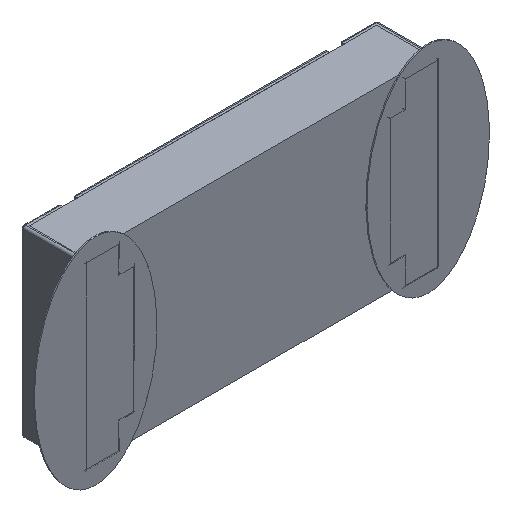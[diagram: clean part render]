
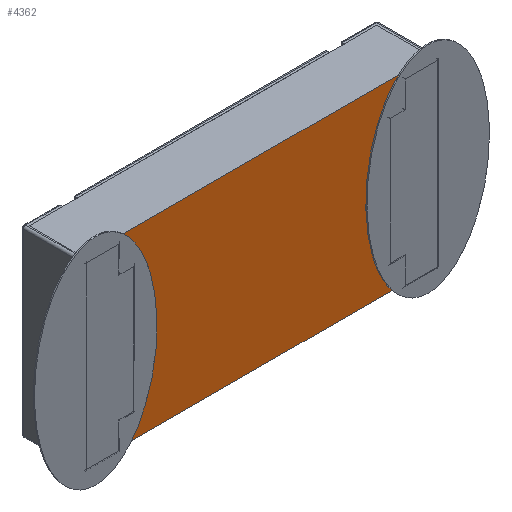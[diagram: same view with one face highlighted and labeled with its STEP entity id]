
A CAD part, isometric view. The second image highlights one B-rep face of the part: STEP entity #4362.
In plain terms, the highlighted planar face has unit normal (0, -1, 0).
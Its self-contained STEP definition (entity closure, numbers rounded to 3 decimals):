
#61 = VECTOR ( 'NONE', #4135, 1000. ) ;
#66 = ORIENTED_EDGE ( 'NONE', *, *, #3482, .F. ) ;
#146 = LINE ( 'NONE', #3843, #1343 ) ;
#158 = VERTEX_POINT ( 'NONE', #5010 ) ;
#230 = LINE ( 'NONE', #3345, #2494 ) ;
#312 = VECTOR ( 'NONE', #4709, 1000. ) ;
#367 = VECTOR ( 'NONE', #3834, 1000. ) ;
#371 = CARTESIAN_POINT ( 'NONE',  ( -1.099, 0.04, -0.567 ) ) ;
#415 = CARTESIAN_POINT ( 'NONE',  ( -1.099, 0.04, 0.567 ) ) ;
#429 = LINE ( 'NONE', #2683, #3904 ) ;
#443 = LINE ( 'NONE', #2491, #3921 ) ;
#447 = CARTESIAN_POINT ( 'NONE',  ( -1.229, 0.04, -0.8 ) ) ;
#459 = ORIENTED_EDGE ( 'NONE', *, *, #578, .F. ) ;
#472 = CARTESIAN_POINT ( 'NONE',  ( -1.099, 0.04, -0.567 ) ) ;
#578 = EDGE_CURVE ( 'NONE', #3736, #4312, #1782, .T. ) ;
#580 = VERTEX_POINT ( 'NONE', #4957 ) ;
#608 = VERTEX_POINT ( 'NONE', #5478 ) ;
#648 = CARTESIAN_POINT ( 'NONE',  ( 1.099, 0.04, -0.567 ) ) ;
#654 = DIRECTION ( 'NONE',  ( 0., 0., -1. ) ) ;
#685 = VERTEX_POINT ( 'NONE', #3537 ) ;
#811 = EDGE_CURVE ( 'NONE', #1174, #4064, #1159, .T. ) ;
#1077 = AXIS2_PLACEMENT_3D ( 'NONE', #4062, #1322, #4555 ) ;
#1159 = LINE ( 'NONE', #447, #2363 ) ;
#1174 = VERTEX_POINT ( 'NONE', #3279 ) ;
#1175 = CARTESIAN_POINT ( 'NONE',  ( 1.229, 0.04, -0.8 ) ) ;
#1250 = LINE ( 'NONE', #3235, #61 ) ;
#1284 = CARTESIAN_POINT ( 'NONE',  ( -1.229, 0.04, 0.567 ) ) ;
#1311 = CARTESIAN_POINT ( 'NONE',  ( 1.099, 0.04, -0.567 ) ) ;
#1322 = DIRECTION ( 'NONE',  ( 0., -1., 0. ) ) ;
#1343 = VECTOR ( 'NONE', #654, 1000. ) ;
#1354 = VERTEX_POINT ( 'NONE', #1175 ) ;
#1386 = VECTOR ( 'NONE', #2651, 1000. ) ;
#1428 = EDGE_CURVE ( 'NONE', #685, #5717, #443, .T. ) ;
#1534 = ORIENTED_EDGE ( 'NONE', *, *, #4267, .T. ) ;
#1694 = DIRECTION ( 'NONE',  ( 0., 0., 1. ) ) ;
#1762 = ORIENTED_EDGE ( 'NONE', *, *, #4978, .T. ) ;
#1767 = ORIENTED_EDGE ( 'NONE', *, *, #3207, .T. ) ;
#1782 = LINE ( 'NONE', #371, #4124 ) ;
#1938 = ORIENTED_EDGE ( 'NONE', *, *, #1428, .F. ) ;
#2072 = EDGE_CURVE ( 'NONE', #1174, #1354, #429, .T. ) ;
#2279 = EDGE_CURVE ( 'NONE', #4064, #3736, #1250, .T. ) ;
#2307 = LINE ( 'NONE', #4350, #4489 ) ;
#2363 = VECTOR ( 'NONE', #2718, 1000. ) ;
#2364 = ORIENTED_EDGE ( 'NONE', *, *, #5390, .T. ) ;
#2491 = CARTESIAN_POINT ( 'NONE',  ( 1.229, 0.04, 0.567 ) ) ;
#2494 = VECTOR ( 'NONE', #3801, 1000. ) ;
#2651 = DIRECTION ( 'NONE',  ( 0., 0., -1. ) ) ;
#2683 = CARTESIAN_POINT ( 'NONE',  ( -1.229, 0.04, -0.8 ) ) ;
#2718 = DIRECTION ( 'NONE',  ( 0., 0., 1. ) ) ;
#2744 = VERTEX_POINT ( 'NONE', #1311 ) ;
#2942 = ORIENTED_EDGE ( 'NONE', *, *, #4524, .T. ) ;
#3001 = EDGE_LOOP ( 'NONE', ( #1762, #1534, #459, #5400, #5539, #4081, #1767, #2942, #2364, #1938, #4667, #66 ) ) ;
#3003 = LINE ( 'NONE', #1284, #5448 ) ;
#3207 = EDGE_CURVE ( 'NONE', #1354, #580, #3787, .T. ) ;
#3235 = CARTESIAN_POINT ( 'NONE',  ( -1.229, 0.04, -0.567 ) ) ;
#3279 = CARTESIAN_POINT ( 'NONE',  ( -1.229, 0.04, -0.8 ) ) ;
#3301 = CARTESIAN_POINT ( 'NONE',  ( 1.099, 0.04, 0.567 ) ) ;
#3345 = CARTESIAN_POINT ( 'NONE',  ( 1.229, 0.04, -0.567 ) ) ;
#3482 = EDGE_CURVE ( 'NONE', #608, #158, #2307, .T. ) ;
#3537 = CARTESIAN_POINT ( 'NONE',  ( 1.229, 0.04, 0.567 ) ) ;
#3578 = EDGE_CURVE ( 'NONE', #158, #685, #4913, .T. ) ;
#3736 = VERTEX_POINT ( 'NONE', #472 ) ;
#3787 = LINE ( 'NONE', #4245, #312 ) ;
#3801 = DIRECTION ( 'NONE',  ( -1., 0., 0. ) ) ;
#3834 = DIRECTION ( 'NONE',  ( 0., 0., 1. ) ) ;
#3843 = CARTESIAN_POINT ( 'NONE',  ( -1.229, 0.04, 0.8 ) ) ;
#3846 = LINE ( 'NONE', #648, #367 ) ;
#3849 = CARTESIAN_POINT ( 'NONE',  ( -1.229, 0.04, -0.567 ) ) ;
#3904 = VECTOR ( 'NONE', #5883, 1000. ) ;
#3921 = VECTOR ( 'NONE', #5754, 1000. ) ;
#4062 = CARTESIAN_POINT ( 'NONE',  ( -1.229, 0.04, 0.567 ) ) ;
#4064 = VERTEX_POINT ( 'NONE', #3849 ) ;
#4081 = ORIENTED_EDGE ( 'NONE', *, *, #2072, .T. ) ;
#4124 = VECTOR ( 'NONE', #1694, 1000. ) ;
#4135 = DIRECTION ( 'NONE',  ( 1., 0., 0. ) ) ;
#4245 = CARTESIAN_POINT ( 'NONE',  ( 1.229, 0.04, -0.8 ) ) ;
#4267 = EDGE_CURVE ( 'NONE', #5890, #4312, #3003, .T. ) ;
#4312 = VERTEX_POINT ( 'NONE', #415 ) ;
#4350 = CARTESIAN_POINT ( 'NONE',  ( -1.229, 0.04, 0.8 ) ) ;
#4362 = ADVANCED_FACE ( 'NONE', ( #5178 ), #4983, .T. ) ;
#4489 = VECTOR ( 'NONE', #4820, 1000. ) ;
#4505 = DIRECTION ( 'NONE',  ( 1., 0., 0. ) ) ;
#4524 = EDGE_CURVE ( 'NONE', #580, #2744, #230, .T. ) ;
#4555 = DIRECTION ( 'NONE',  ( 0., 0., -1. ) ) ;
#4667 = ORIENTED_EDGE ( 'NONE', *, *, #3578, .F. ) ;
#4709 = DIRECTION ( 'NONE',  ( 0., 0., 1. ) ) ;
#4820 = DIRECTION ( 'NONE',  ( 1., 0., 0. ) ) ;
#4913 = LINE ( 'NONE', #5392, #1386 ) ;
#4957 = CARTESIAN_POINT ( 'NONE',  ( 1.229, 0.04, -0.567 ) ) ;
#4978 = EDGE_CURVE ( 'NONE', #608, #5890, #146, .T. ) ;
#4983 = PLANE ( 'NONE',  #1077 ) ;
#5010 = CARTESIAN_POINT ( 'NONE',  ( 1.229, 0.04, 0.8 ) ) ;
#5178 = FACE_OUTER_BOUND ( 'NONE', #3001, .T. ) ;
#5390 = EDGE_CURVE ( 'NONE', #2744, #5717, #3846, .T. ) ;
#5392 = CARTESIAN_POINT ( 'NONE',  ( 1.229, 0.04, 0.8 ) ) ;
#5400 = ORIENTED_EDGE ( 'NONE', *, *, #2279, .F. ) ;
#5448 = VECTOR ( 'NONE', #4505, 1000. ) ;
#5478 = CARTESIAN_POINT ( 'NONE',  ( -1.229, 0.04, 0.8 ) ) ;
#5539 = ORIENTED_EDGE ( 'NONE', *, *, #811, .F. ) ;
#5544 = CARTESIAN_POINT ( 'NONE',  ( -1.229, 0.04, 0.567 ) ) ;
#5717 = VERTEX_POINT ( 'NONE', #3301 ) ;
#5754 = DIRECTION ( 'NONE',  ( -1., 0., 0. ) ) ;
#5883 = DIRECTION ( 'NONE',  ( 1., 0., 0. ) ) ;
#5890 = VERTEX_POINT ( 'NONE', #5544 ) ;
